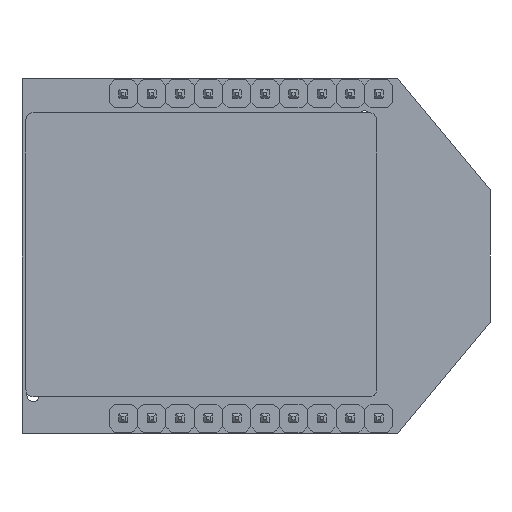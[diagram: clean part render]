
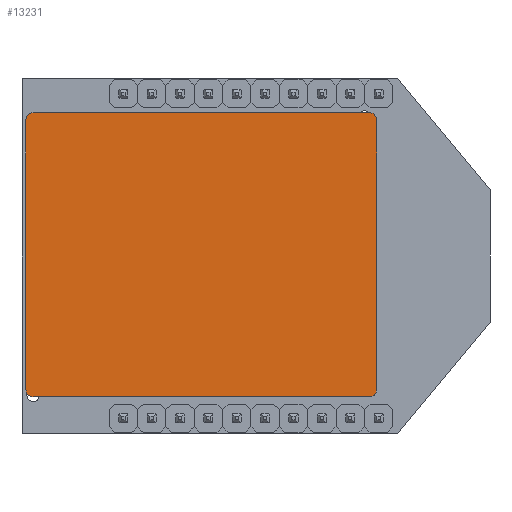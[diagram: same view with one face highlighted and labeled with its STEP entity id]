
A CAD part, front view. The second image highlights one B-rep face of the part: STEP entity #13231.
In plain terms, the highlighted planar face has unit normal (0, -1, 0).
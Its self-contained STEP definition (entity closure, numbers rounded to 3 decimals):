
#135 = DIRECTION ( 'NONE',  ( 0., 0., -1. ) ) ;
#655 = LINE ( 'NONE', #2911, #4339 ) ;
#792 = AXIS2_PLACEMENT_3D ( 'NONE', #6178, #9892, #1506 ) ;
#859 = DIRECTION ( 'NONE',  ( 0., -1., 0. ) ) ;
#1026 = AXIS2_PLACEMENT_3D ( 'NONE', #10832, #3937, #5103 ) ;
#1080 = VERTEX_POINT ( 'NONE', #5721 ) ;
#1239 = CIRCLE ( 'NONE', #7436, 0.5 ) ;
#1506 = DIRECTION ( 'NONE',  ( 0., 0., -1. ) ) ;
#1602 = ORIENTED_EDGE ( 'NONE', *, *, #10284, .T. ) ;
#1671 = DIRECTION ( 'NONE',  ( -1., 0., 0. ) ) ;
#2348 = AXIS2_PLACEMENT_3D ( 'NONE', #9680, #7560, #12062 ) ;
#2493 = CARTESIAN_POINT ( 'NONE',  ( 24.508, -2., -21.929 ) ) ;
#2887 = CIRCLE ( 'NONE', #1026, 0.5 ) ;
#2911 = CARTESIAN_POINT ( 'NONE',  ( 0.278, -2., -21.929 ) ) ;
#2977 = LINE ( 'NONE', #13526, #13297 ) ;
#2987 = VERTEX_POINT ( 'NONE', #7907 ) ;
#3452 = CARTESIAN_POINT ( 'NONE',  ( 25.008, -2., -21.929 ) ) ;
#3751 = EDGE_CURVE ( 'NONE', #9331, #4919, #2887, .T. ) ;
#3831 = VERTEX_POINT ( 'NONE', #9955 ) ;
#3836 = ORIENTED_EDGE ( 'NONE', *, *, #3751, .T. ) ;
#3937 = DIRECTION ( 'NONE',  ( 0., -1., 0. ) ) ;
#3986 = CARTESIAN_POINT ( 'NONE',  ( 24.508, -2., -22.429 ) ) ;
#4001 = EDGE_CURVE ( 'NONE', #14705, #13861, #9333, .T. ) ;
#4062 = FACE_OUTER_BOUND ( 'NONE', #7712, .T. ) ;
#4264 = ORIENTED_EDGE ( 'NONE', *, *, #4637, .T. ) ;
#4339 = VECTOR ( 'NONE', #12468, 1000. ) ;
#4637 = EDGE_CURVE ( 'NONE', #12900, #9331, #13737, .T. ) ;
#4919 = VERTEX_POINT ( 'NONE', #8513 ) ;
#5103 = DIRECTION ( 'NONE',  ( 0., 0., -1. ) ) ;
#5721 = CARTESIAN_POINT ( 'NONE',  ( 0.278, -2., -21.929 ) ) ;
#6178 = CARTESIAN_POINT ( 'NONE',  ( 0.778, -2., -2.903 ) ) ;
#7083 = EDGE_CURVE ( 'NONE', #2987, #3831, #12815, .T. ) ;
#7436 = AXIS2_PLACEMENT_3D ( 'NONE', #8697, #859, #12372 ) ;
#7560 = DIRECTION ( 'NONE',  ( 0., -1., 0. ) ) ;
#7712 = EDGE_LOOP ( 'NONE', ( #14598, #11220, #1602, #11294, #10692, #4264, #3836, #13824 ) ) ;
#7907 = CARTESIAN_POINT ( 'NONE',  ( 0.778, -2., -2.403 ) ) ;
#8223 = EDGE_CURVE ( 'NONE', #4919, #2987, #2977, .T. ) ;
#8513 = CARTESIAN_POINT ( 'NONE',  ( 24.508, -2., -2.403 ) ) ;
#8697 = CARTESIAN_POINT ( 'NONE',  ( 0.778, -2., -21.929 ) ) ;
#9331 = VERTEX_POINT ( 'NONE', #11562 ) ;
#9333 = LINE ( 'NONE', #12225, #9885 ) ;
#9543 = EDGE_CURVE ( 'NONE', #13861, #12900, #10487, .T. ) ;
#9615 = AXIS2_PLACEMENT_3D ( 'NONE', #2493, #10826, #135 ) ;
#9680 = CARTESIAN_POINT ( 'NONE',  ( 0.778, -2., -2.903 ) ) ;
#9885 = VECTOR ( 'NONE', #10920, 1000. ) ;
#9892 = DIRECTION ( 'NONE',  ( 0., -1., 0. ) ) ;
#9955 = CARTESIAN_POINT ( 'NONE',  ( 0.278, -2., -2.903 ) ) ;
#10284 = EDGE_CURVE ( 'NONE', #1080, #14705, #1239, .T. ) ;
#10394 = CARTESIAN_POINT ( 'NONE',  ( 0.778, -2., -22.429 ) ) ;
#10487 = CIRCLE ( 'NONE', #9615, 0.5 ) ;
#10692 = ORIENTED_EDGE ( 'NONE', *, *, #9543, .T. ) ;
#10826 = DIRECTION ( 'NONE',  ( 0., -1., 0. ) ) ;
#10832 = CARTESIAN_POINT ( 'NONE',  ( 24.508, -2., -2.903 ) ) ;
#10920 = DIRECTION ( 'NONE',  ( 1., 0., 0. ) ) ;
#11160 = EDGE_CURVE ( 'NONE', #3831, #1080, #655, .T. ) ;
#11220 = ORIENTED_EDGE ( 'NONE', *, *, #11160, .T. ) ;
#11294 = ORIENTED_EDGE ( 'NONE', *, *, #4001, .T. ) ;
#11562 = CARTESIAN_POINT ( 'NONE',  ( 25.008, -2., -2.903 ) ) ;
#12062 = DIRECTION ( 'NONE',  ( 0., 0., -1. ) ) ;
#12225 = CARTESIAN_POINT ( 'NONE',  ( 24.508, -2., -22.429 ) ) ;
#12291 = CARTESIAN_POINT ( 'NONE',  ( 25.008, -2., -21.929 ) ) ;
#12336 = DIRECTION ( 'NONE',  ( 0., 0., 1. ) ) ;
#12372 = DIRECTION ( 'NONE',  ( 0., 0., 1. ) ) ;
#12468 = DIRECTION ( 'NONE',  ( 0., 0., -1. ) ) ;
#12469 = VECTOR ( 'NONE', #12336, 1000. ) ;
#12815 = CIRCLE ( 'NONE', #792, 0.5 ) ;
#12900 = VERTEX_POINT ( 'NONE', #3452 ) ;
#13231 = ADVANCED_FACE ( 'NONE', ( #4062 ), #13640, .T. ) ;
#13297 = VECTOR ( 'NONE', #1671, 1000. ) ;
#13526 = CARTESIAN_POINT ( 'NONE',  ( 24.508, -2., -2.403 ) ) ;
#13640 = PLANE ( 'NONE',  #2348 ) ;
#13737 = LINE ( 'NONE', #12291, #12469 ) ;
#13824 = ORIENTED_EDGE ( 'NONE', *, *, #8223, .T. ) ;
#13861 = VERTEX_POINT ( 'NONE', #3986 ) ;
#14598 = ORIENTED_EDGE ( 'NONE', *, *, #7083, .T. ) ;
#14705 = VERTEX_POINT ( 'NONE', #10394 ) ;
